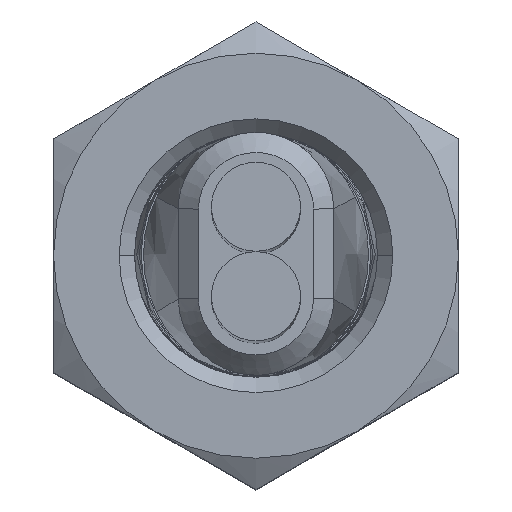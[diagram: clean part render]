
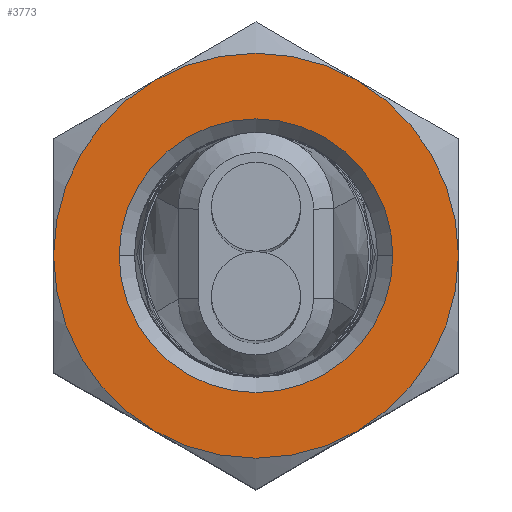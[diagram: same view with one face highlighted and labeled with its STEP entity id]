
A CAD part, top view. The second image highlights one B-rep face of the part: STEP entity #3773.
In plain terms, the highlighted planar face has unit normal (0, 0, 1).
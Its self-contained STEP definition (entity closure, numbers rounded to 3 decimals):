
#442=CARTESIAN_POINT('',(0.,0.,-3.));
#443=DIRECTION('',(0.,0.,-1.));
#444=DIRECTION('',(1.,0.,0.));
#445=AXIS2_PLACEMENT_3D('',#442,#443,#444);
#465=CARTESIAN_POINT('',(0.,0.,-3.));
#466=DIRECTION('',(0.,0.,-1.));
#467=DIRECTION('',(-1.,0.,0.));
#468=AXIS2_PLACEMENT_3D('',#465,#466,#467);
#470=CARTESIAN_POINT('',(0.,0.,-3.));
#471=DIRECTION('',(0.,0.,-1.));
#472=DIRECTION('',(0.5,-0.866,0.));
#473=AXIS2_PLACEMENT_3D('',#470,#471,#472);
#475=CARTESIAN_POINT('',(0.,0.,-3.));
#476=DIRECTION('',(0.,0.,-1.));
#477=DIRECTION('',(0.,-1.,0.));
#478=AXIS2_PLACEMENT_3D('',#475,#476,#477);
#480=CARTESIAN_POINT('',(0.,0.,-3.));
#481=DIRECTION('',(0.,0.,-1.));
#482=DIRECTION('',(-0.5,-0.866,0.));
#483=AXIS2_PLACEMENT_3D('',#480,#481,#482);
#485=CARTESIAN_POINT('',(0.,0.,-3.));
#486=DIRECTION('',(0.,0.,-1.));
#487=DIRECTION('',(-1.,0.,0.));
#488=AXIS2_PLACEMENT_3D('',#485,#486,#487);
#490=CARTESIAN_POINT('',(0.,0.,-3.));
#491=DIRECTION('',(0.,0.,-1.));
#492=DIRECTION('',(-0.5,0.866,0.));
#493=AXIS2_PLACEMENT_3D('',#490,#491,#492);
#495=CARTESIAN_POINT('',(0.,0.,-3.));
#496=DIRECTION('',(0.,0.,-1.));
#497=DIRECTION('',(0.,1.,0.));
#498=AXIS2_PLACEMENT_3D('',#495,#496,#497);
#500=CARTESIAN_POINT('',(0.,0.,-3.));
#501=DIRECTION('',(0.,0.,-1.));
#502=DIRECTION('',(0.5,0.866,0.));
#503=AXIS2_PLACEMENT_3D('',#500,#501,#502);
#505=CARTESIAN_POINT('',(0.,0.,-3.));
#506=DIRECTION('',(0.,0.,-1.));
#507=DIRECTION('',(1.,0.,0.));
#508=AXIS2_PLACEMENT_3D('',#505,#506,#507);
#3297=CARTESIAN_POINT('',(0.,-5.,-3.));
#3298=CARTESIAN_POINT('',(-2.5,-4.33,-3.));
#3299=VERTEX_POINT('',#3297);
#3300=VERTEX_POINT('',#3298);
#3301=CARTESIAN_POINT('',(2.5,-4.33,-3.));
#3302=VERTEX_POINT('',#3301);
#3303=CARTESIAN_POINT('',(-5.,0.,-3.));
#3304=VERTEX_POINT('',#3303);
#3305=CARTESIAN_POINT('',(-2.5,4.33,-3.));
#3306=VERTEX_POINT('',#3305);
#3307=CARTESIAN_POINT('',(0.,5.,-3.));
#3308=CARTESIAN_POINT('',(2.5,4.33,-3.));
#3309=VERTEX_POINT('',#3307);
#3310=VERTEX_POINT('',#3308);
#3311=CARTESIAN_POINT('',(5.,0.,-3.));
#3312=VERTEX_POINT('',#3311);
#3361=CARTESIAN_POINT('',(-3.38,0.,
-3.));
#3362=VERTEX_POINT('',#3361);
#3363=CARTESIAN_POINT('',(3.38,0.,
-3.));
#3364=VERTEX_POINT('',#3363);
#3746=CARTESIAN_POINT('',(0.,0.,-3.));
#3747=DIRECTION('',(0.,0.,1.));
#3748=DIRECTION('',(-1.,0.,0.));
#3749=AXIS2_PLACEMENT_3D('',#3746,#3747,#3748);
#3750=PLANE('',#3749);
#3752=ORIENTED_EDGE('',*,*,#3751,.T.);
#3754=ORIENTED_EDGE('',*,*,#3753,.T.);
#3756=ORIENTED_EDGE('',*,*,#3755,.T.);
#3758=ORIENTED_EDGE('',*,*,#3757,.T.);
#3760=ORIENTED_EDGE('',*,*,#3759,.T.);
#3762=ORIENTED_EDGE('',*,*,#3761,.T.);
#3764=ORIENTED_EDGE('',*,*,#3763,.T.);
#3766=ORIENTED_EDGE('',*,*,#3765,.T.);
#3767=EDGE_LOOP('',(#3752,#3754,#3756,#3758,#3760,#3762,#3764,#3766));
#3768=FACE_OUTER_BOUND('',#3767,.F.);
#3769=ORIENTED_EDGE('',*,*,#3732,.F.);
#3770=ORIENTED_EDGE('',*,*,#3690,.F.);
#3771=EDGE_LOOP('',(#3769,#3770));
#3772=FACE_BOUND('',#3771,.F.);
#3773=ADVANCED_FACE('',(#3768,#3772),#3750,.T.);
#446=CIRCLE('',#445,3.38);
#469=CIRCLE('',#468,3.38);
#474=CIRCLE('',#473,5.);
#479=CIRCLE('',#478,5.);
#484=CIRCLE('',#483,5.);
#489=CIRCLE('',#488,5.);
#494=CIRCLE('',#493,5.);
#499=CIRCLE('',#498,5.);
#504=CIRCLE('',#503,5.);
#509=CIRCLE('',#508,5.);
#3690=EDGE_CURVE('',#3364,#3362,#446,.T.);
#3732=EDGE_CURVE('',#3362,#3364,#469,.T.);
#3751=EDGE_CURVE('',#3302,#3299,#474,.T.);
#3753=EDGE_CURVE('',#3299,#3300,#479,.T.);
#3755=EDGE_CURVE('',#3300,#3304,#484,.T.);
#3757=EDGE_CURVE('',#3304,#3306,#489,.T.);
#3759=EDGE_CURVE('',#3306,#3309,#494,.T.);
#3761=EDGE_CURVE('',#3309,#3310,#499,.T.);
#3763=EDGE_CURVE('',#3310,#3312,#504,.T.);
#3765=EDGE_CURVE('',#3312,#3302,#509,.T.);
